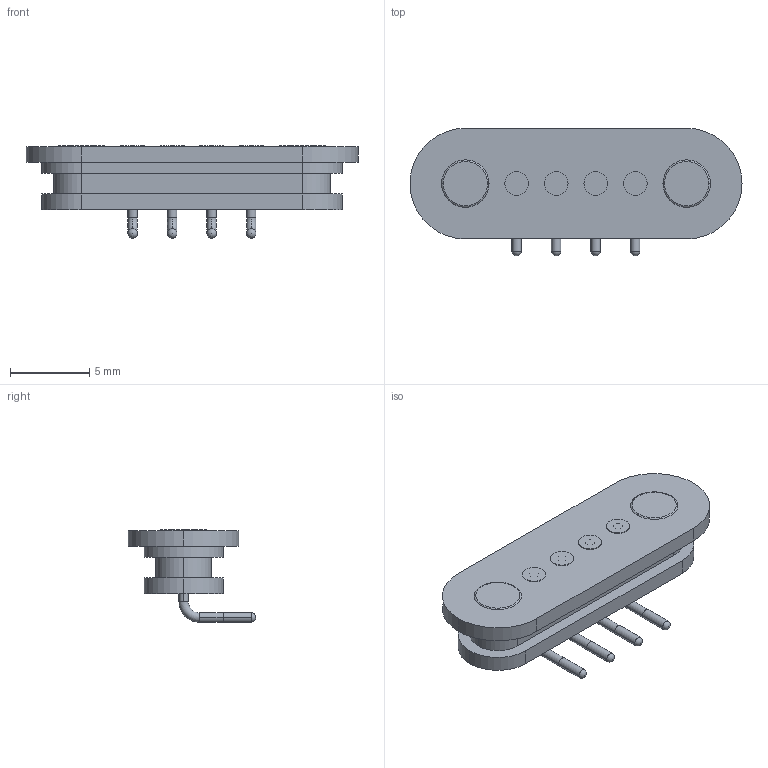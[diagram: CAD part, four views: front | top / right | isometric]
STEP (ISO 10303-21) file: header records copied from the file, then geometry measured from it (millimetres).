
FILE_DESCRIPTION (( 'STEP AP214' ), '1' );
FILE_NAME ('connecteurmagnetique.STEP', '2021-11-30T22:29:03', ( '' ), ( '' ), 'SwSTEP 2.0', 'SolidWorks 2021', '' );
FILE_SCHEMA (( 'AUTOMOTIVE_DESIGN' ));
Length unit declared in the file: millimetre
Products named in the file (4): connecteurmagnetique; contacts; pinout; plastique
Assembly tree (6 placements, depth 2):
  connecteurmagnetique
    plastique
    contacts
    pinout  x4
Bounding box: 21 x 8.06 x 5.85 mm (x, y, z)
Volume: 376.9 mm3; surface area: 702.6 mm2
Topology: 11 solids, 11 shells, 111 faces, 240 edges, 156 vertices
Faces by surface type: cylinder 60, plane 35, torus 12, sphere 4
Entity records: 2367 total; most frequent: DIRECTION 438, CARTESIAN_POINT 358, ORIENTED_EDGE 324, AXIS2_PLACEMENT_3D 186, EDGE_CURVE 162, VERTEX_POINT 106, CIRCLE 96, EDGE_LOOP 90
